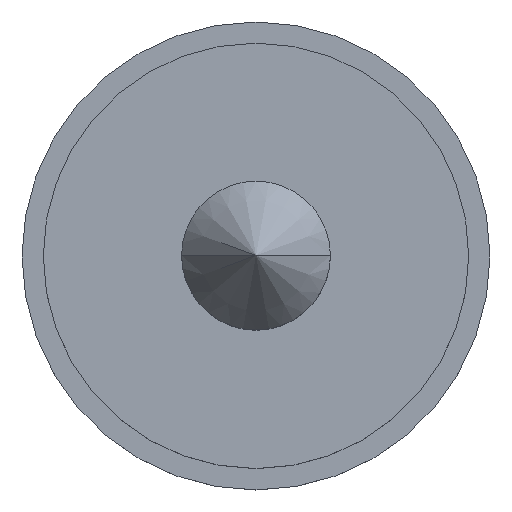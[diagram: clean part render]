
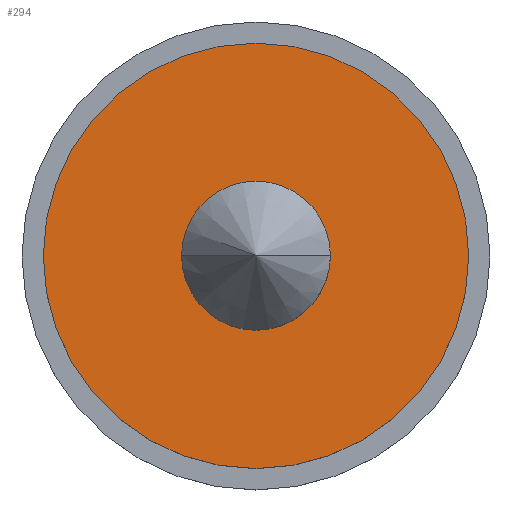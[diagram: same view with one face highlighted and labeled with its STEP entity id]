
A CAD part, top view. The second image highlights one B-rep face of the part: STEP entity #294.
In plain terms, the highlighted planar face has unit normal (0, 0, 1).
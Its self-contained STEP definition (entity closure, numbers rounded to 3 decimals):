
#3 = AXIS2_PLACEMENT_3D ( 'NONE', #129, #460, #93 ) ;
#9 = CARTESIAN_POINT ( 'NONE',  ( 3.5, 0., 3.5 ) ) ;
#14 = DIRECTION ( 'NONE',  ( 1., 0., 0. ) ) ;
#22 = VERTEX_POINT ( 'NONE', #314 ) ;
#45 = VERTEX_POINT ( 'NONE', #144 ) ;
#53 = CIRCLE ( 'NONE', #421, 3.5 ) ;
#56 = CARTESIAN_POINT ( 'NONE',  ( 0., 0., 3.5 ) ) ;
#57 = DIRECTION ( 'NONE',  ( 0., 0., 1. ) ) ;
#69 = EDGE_LOOP ( 'NONE', ( #430, #232 ) ) ;
#90 = DIRECTION ( 'NONE',  ( 0., 0., 1. ) ) ;
#93 = DIRECTION ( 'NONE',  ( 1., 0., 0. ) ) ;
#102 = ORIENTED_EDGE ( 'NONE', *, *, #199, .F. ) ;
#124 = DIRECTION ( 'NONE',  ( 0., 0., 1. ) ) ;
#126 = CIRCLE ( 'NONE', #429, 10. ) ;
#129 = CARTESIAN_POINT ( 'NONE',  ( 0., 0., 3.5 ) ) ;
#138 = CIRCLE ( 'NONE', #226, 3.5 ) ;
#144 = CARTESIAN_POINT ( 'NONE',  ( 10., 0., 3.5 ) ) ;
#161 = EDGE_LOOP ( 'NONE', ( #395, #102 ) ) ;
#173 = DIRECTION ( 'NONE',  ( 1., 0., 0. ) ) ;
#199 = EDGE_CURVE ( 'NONE', #370, #531, #138, .T. ) ;
#213 = PLANE ( 'NONE',  #341 ) ;
#226 = AXIS2_PLACEMENT_3D ( 'NONE', #290, #90, #335 ) ;
#232 = ORIENTED_EDGE ( 'NONE', *, *, #351, .T. ) ;
#290 = CARTESIAN_POINT ( 'NONE',  ( 0., 0., 3.5 ) ) ;
#294 = ADVANCED_FACE ( 'NONE', ( #422, #459 ), #213, .T. ) ;
#314 = CARTESIAN_POINT ( 'NONE',  ( -10., 0., 3.5 ) ) ;
#325 = DIRECTION ( 'NONE',  ( 0., 0., 1. ) ) ;
#335 = DIRECTION ( 'NONE',  ( 1., 0., 0. ) ) ;
#341 = AXIS2_PLACEMENT_3D ( 'NONE', #509, #57, #173 ) ;
#351 = EDGE_CURVE ( 'NONE', #45, #22, #516, .T. ) ;
#370 = VERTEX_POINT ( 'NONE', #9 ) ;
#373 = EDGE_CURVE ( 'NONE', #531, #370, #53, .T. ) ;
#395 = ORIENTED_EDGE ( 'NONE', *, *, #373, .F. ) ;
#421 = AXIS2_PLACEMENT_3D ( 'NONE', #56, #124, #14 ) ;
#422 = FACE_BOUND ( 'NONE', #161, .T. ) ;
#429 = AXIS2_PLACEMENT_3D ( 'NONE', #526, #325, #444 ) ;
#430 = ORIENTED_EDGE ( 'NONE', *, *, #458, .T. ) ;
#444 = DIRECTION ( 'NONE',  ( 1., 0., 0. ) ) ;
#458 = EDGE_CURVE ( 'NONE', #22, #45, #126, .T. ) ;
#459 = FACE_OUTER_BOUND ( 'NONE', #69, .T. ) ;
#460 = DIRECTION ( 'NONE',  ( 0., 0., 1. ) ) ;
#488 = CARTESIAN_POINT ( 'NONE',  ( -3.5, 0., 3.5 ) ) ;
#509 = CARTESIAN_POINT ( 'NONE',  ( 0., 0., 3.5 ) ) ;
#516 = CIRCLE ( 'NONE', #3, 10. ) ;
#526 = CARTESIAN_POINT ( 'NONE',  ( 0., 0., 3.5 ) ) ;
#531 = VERTEX_POINT ( 'NONE', #488 ) ;
